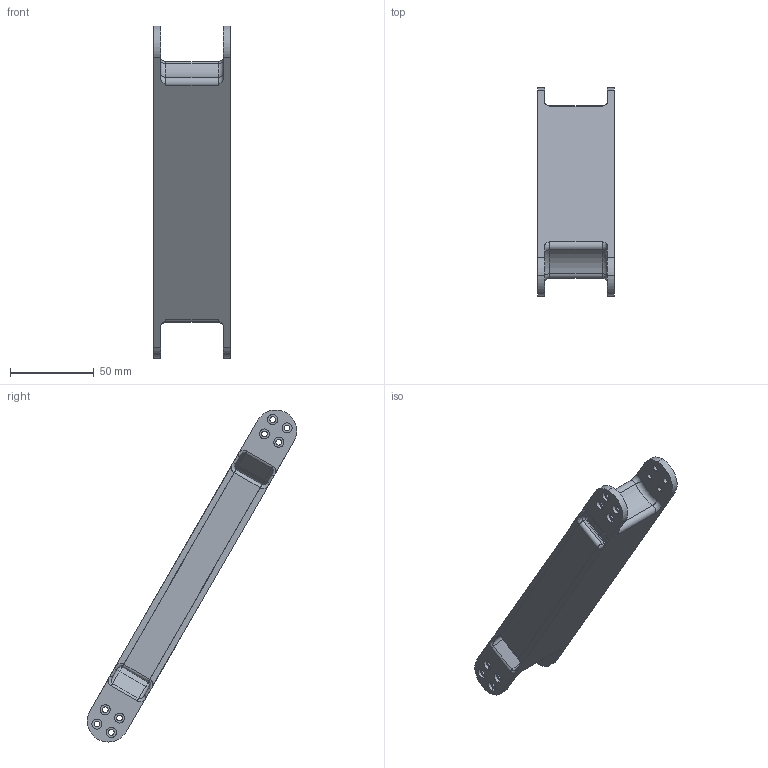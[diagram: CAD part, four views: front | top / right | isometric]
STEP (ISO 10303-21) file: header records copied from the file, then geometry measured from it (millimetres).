
FILE_DESCRIPTION(/* description */ ('STEP AP242','CAx-IF Rec.Pracs.---Representation and Presentation of Product Manufacturing Information (PMI)---4.0---2014-10-13','CAx-IF Rec.Pracs.---3D Tessellated Geometry---0.4---2014-09-14','2;1','CAx-IF Rec.Pracs.---User Defined Attributes---1.5---2016-08-15'),/* implementation_level */ '2;1');
FILE_NAME(/* name */ '690eb220555556e1309e6b79',/* time_stamp */ '2025-11-08T02:59:44Z',/* author */ (''),/* organization */ (''),/* preprocessor_version */ 'ST-DEVELOPER v20',/* originating_system */ 'ONSHAPE BY PTC INC, 1.206',/* authorisation */ ' ');
FILE_SCHEMA (('AP242_MANAGED_MODEL_BASED_3D_ENGINEERING_MIM_LF { 1 0 10303 442 1 1 4 }'));
Length unit declared in the file: metre
Products named in the file (2): Bottom Link Cover; Bottom Link
Bounding box: 45.9 x 125 x 198.21 mm (x, y, z)
Volume: 131181 mm3; surface area: 54414.6 mm2
Topology: 2 solids, 2 shells, 275 faces, 723 edges, 472 vertices
Faces by surface type: cylinder 129, plane 104, torus 22, bspline 20
Entity records: 8938 total; most frequent: CARTESIAN_POINT 1892, DIRECTION 1515, ORIENTED_EDGE 1446, EDGE_CURVE 723, AXIS2_PLACEMENT_3D 583, VERTEX_POINT 472, LINE 349, VECTOR 349
